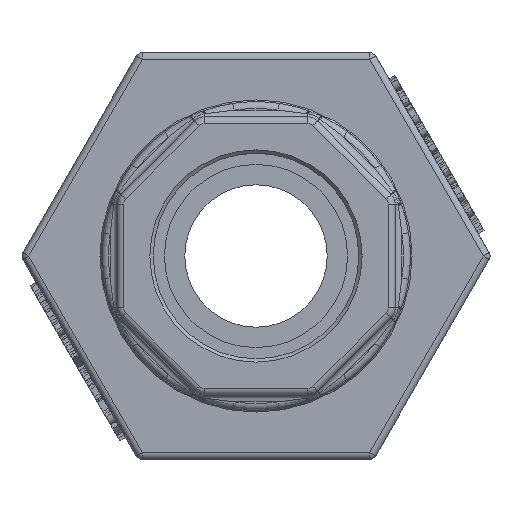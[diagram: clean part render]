
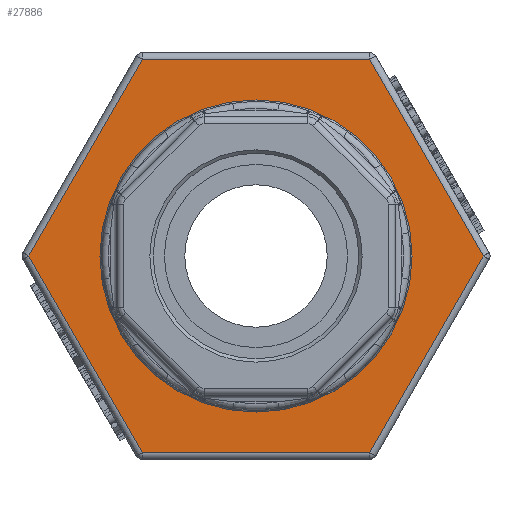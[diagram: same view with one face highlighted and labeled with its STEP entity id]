
A CAD part, left-side view. The second image highlights one B-rep face of the part: STEP entity #27886.
In plain terms, the highlighted planar face has unit normal (-1, 0, 0).
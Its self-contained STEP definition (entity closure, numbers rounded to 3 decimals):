
#2099=FACE_BOUND('',#5791,.T.);
#2650=CIRCLE('',#29333,23.);
#4152=FACE_OUTER_BOUND('',#5790,.T.);
#5790=EDGE_LOOP('',(#24150,#24151,#24152,#24153,#24154,#24155));
#5791=EDGE_LOOP('',(#24156));
#8003=LINE('',#52329,#10191);
#8007=LINE('',#52361,#10195);
#8013=LINE('',#52383,#10201);
#8025=LINE('',#52422,#10213);
#8028=LINE('',#52427,#10216);
#8030=LINE('',#52430,#10218);
#10191=VECTOR('',#34265,10.);
#10195=VECTOR('',#34307,10.);
#10201=VECTOR('',#34335,10.);
#10213=VECTOR('',#34387,10.);
#10216=VECTOR('',#34394,10.);
#10218=VECTOR('',#34398,10.);
#12655=VERTEX_POINT('',#52312);
#12656=VERTEX_POINT('',#52316);
#12658=VERTEX_POINT('',#52322);
#12663=VERTEX_POINT('',#52340);
#12668=VERTEX_POINT('',#52355);
#12673=VERTEX_POINT('',#52377);
#12682=VERTEX_POINT('',#52433);
#16470=EDGE_CURVE('',#12658,#12655,#8003,.T.);
#16486=EDGE_CURVE('',#12668,#12658,#8007,.T.);
#16498=EDGE_CURVE('',#12673,#12668,#8013,.T.);
#16519=EDGE_CURVE('',#12663,#12673,#8025,.T.);
#16522=EDGE_CURVE('',#12656,#12663,#8028,.T.);
#16524=EDGE_CURVE('',#12655,#12656,#8030,.T.);
#16525=EDGE_CURVE('',#12682,#12682,#2650,.T.);
#24150=ORIENTED_EDGE('',*,*,#16470,.F.);
#24151=ORIENTED_EDGE('',*,*,#16486,.F.);
#24152=ORIENTED_EDGE('',*,*,#16498,.F.);
#24153=ORIENTED_EDGE('',*,*,#16519,.F.);
#24154=ORIENTED_EDGE('',*,*,#16522,.F.);
#24155=ORIENTED_EDGE('',*,*,#16524,.F.);
#24156=ORIENTED_EDGE('',*,*,#16525,.T.);
#24882=PLANE('',#29332);
#27886=ADVANCED_FACE('',(#4152,#2099),#24882,.F.);
#29332=AXIS2_PLACEMENT_3D('',#52432,#34401,#34402);
#29333=AXIS2_PLACEMENT_3D('',#52434,#34403,#34404);
#34265=DIRECTION('',(0.,-1.,0.));
#34307=DIRECTION('',(0.,-0.5,0.866));
#34335=DIRECTION('',(0.,0.5,0.866));
#34387=DIRECTION('',(0.,1.,0.));
#34394=DIRECTION('',(0.,0.5,-0.866));
#34398=DIRECTION('',(0.,-0.5,-0.866));
#34401=DIRECTION('center_axis',(1.,0.,0.));
#34402=DIRECTION('ref_axis',(0.,0.,1.));
#34403=DIRECTION('center_axis',(1.,0.,0.));
#34404=DIRECTION('ref_axis',(0.,0.,1.));
#52312=CARTESIAN_POINT('',(-8.,-16.743,29.));
#52316=CARTESIAN_POINT('',(-8.,-33.486,0.));
#52322=CARTESIAN_POINT('',(-8.,16.743,29.));
#52329=CARTESIAN_POINT('',(-8.,8.66,29.));
#52340=CARTESIAN_POINT('',(-8.,-16.743,-29.));
#52355=CARTESIAN_POINT('',(-8.,33.486,0.));
#52361=CARTESIAN_POINT('',(-8.,29.445,7.));
#52377=CARTESIAN_POINT('',(-8.,16.743,-29.));
#52383=CARTESIAN_POINT('',(-8.,20.785,-22.));
#52422=CARTESIAN_POINT('',(-8.,-8.66,-29.));
#52427=CARTESIAN_POINT('',(-8.,-29.445,-7.));
#52430=CARTESIAN_POINT('',(-8.,-20.785,22.));
#52432=CARTESIAN_POINT('Origin',(-8.,0.,
0.));
#52433=CARTESIAN_POINT('',(-8.,0.,-23.));
#52434=CARTESIAN_POINT('Origin',(-8.,0.,
0.));
